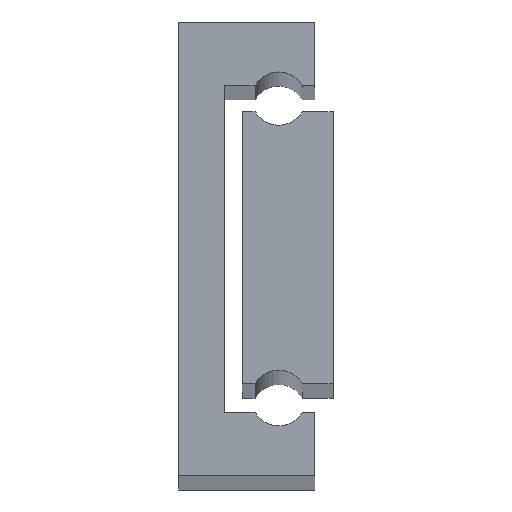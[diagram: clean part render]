
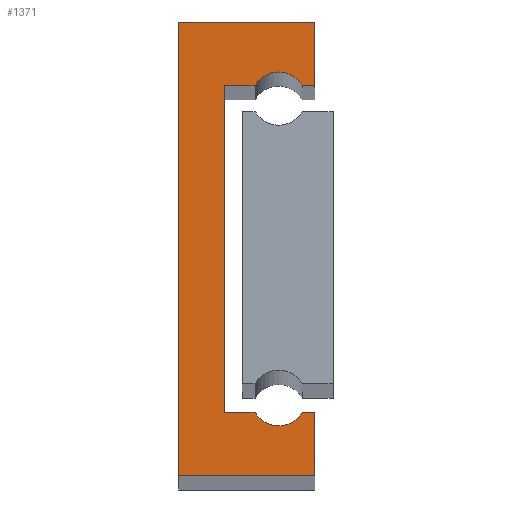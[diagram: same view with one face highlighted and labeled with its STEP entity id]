
A CAD part, top view. The second image highlights one B-rep face of the part: STEP entity #1371.
In plain terms, the highlighted planar face has unit normal (0, 0, 1).
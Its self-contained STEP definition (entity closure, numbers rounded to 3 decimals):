
#67 = CARTESIAN_POINT ( 'NONE',  ( 15., 50., 450. ) ) ;
#95 = VERTEX_POINT ( 'NONE', #591 ) ;
#137 = AXIS2_PLACEMENT_3D ( 'NONE', #582, #1021, #559 ) ;
#144 = EDGE_CURVE ( 'NONE', #1511, #174, #750, .T. ) ;
#166 = DIRECTION ( 'NONE',  ( -1., 0., 0. ) ) ;
#174 = VERTEX_POINT ( 'NONE', #609 ) ;
#179 = VECTOR ( 'NONE', #1273, 1000. ) ;
#203 = CARTESIAN_POINT ( 'NONE',  ( 8.402, 7., 450. ) ) ;
#244 = LINE ( 'NONE', #843, #1723 ) ;
#245 = ORIENTED_EDGE ( 'NONE', *, *, #144, .T. ) ;
#277 = VECTOR ( 'NONE', #381, 1000. ) ;
#305 = ORIENTED_EDGE ( 'NONE', *, *, #1680, .T. ) ;
#322 = EDGE_CURVE ( 'NONE', #95, #1351, #829, .T. ) ;
#334 = VECTOR ( 'NONE', #1881, 1000. ) ;
#354 = LINE ( 'NONE', #685, #1684 ) ;
#371 = CARTESIAN_POINT ( 'NONE',  ( 5., 7., 450. ) ) ;
#381 = DIRECTION ( 'NONE',  ( -1., 0., 0. ) ) ;
#392 = DIRECTION ( 'NONE',  ( 0., -1., 0. ) ) ;
#399 = ORIENTED_EDGE ( 'NONE', *, *, #1099, .T. ) ;
#407 = EDGE_CURVE ( 'NONE', #446, #414, #992, .T. ) ;
#414 = VERTEX_POINT ( 'NONE', #1467 ) ;
#446 = VERTEX_POINT ( 'NONE', #1640 ) ;
#467 = DIRECTION ( 'NONE',  ( 0., 0., -1. ) ) ;
#480 = LINE ( 'NONE', #203, #334 ) ;
#518 = CARTESIAN_POINT ( 'NONE',  ( 11., 41.5, 450. ) ) ;
#559 = DIRECTION ( 'NONE',  ( -1., 0., 0. ) ) ;
#578 = ORIENTED_EDGE ( 'NONE', *, *, #629, .T. ) ;
#582 = CARTESIAN_POINT ( 'NONE',  ( 11., 41.5, 450. ) ) ;
#591 = CARTESIAN_POINT ( 'NONE',  ( 0., 0., 450. ) ) ;
#608 = CARTESIAN_POINT ( 'NONE',  ( 8.402, 7., 450. ) ) ;
#609 = CARTESIAN_POINT ( 'NONE',  ( 0., 50., 450. ) ) ;
#613 = ORIENTED_EDGE ( 'NONE', *, *, #1048, .T. ) ;
#629 = EDGE_CURVE ( 'NONE', #1367, #446, #1047, .T. ) ;
#685 = CARTESIAN_POINT ( 'NONE',  ( 15., 43., 450. ) ) ;
#700 = DIRECTION ( 'NONE',  ( 1., 0., 0. ) ) ;
#701 = CARTESIAN_POINT ( 'NONE',  ( 15., 7., 450. ) ) ;
#750 = LINE ( 'NONE', #777, #1702 ) ;
#759 = EDGE_CURVE ( 'NONE', #414, #1136, #354, .T. ) ;
#777 = CARTESIAN_POINT ( 'NONE',  ( 0., 50., 450. ) ) ;
#784 = CARTESIAN_POINT ( 'NONE',  ( 15., 7., 450. ) ) ;
#826 = CARTESIAN_POINT ( 'NONE',  ( 5., 43., 450. ) ) ;
#828 = DIRECTION ( 'NONE',  ( 0., 1., 0. ) ) ;
#829 = LINE ( 'NONE', #978, #1309 ) ;
#836 = LINE ( 'NONE', #371, #1389 ) ;
#841 = VERTEX_POINT ( 'NONE', #608 ) ;
#843 = CARTESIAN_POINT ( 'NONE',  ( 15., 50., 450. ) ) ;
#863 = EDGE_CURVE ( 'NONE', #841, #1940, #480, .T. ) ;
#884 = EDGE_LOOP ( 'NONE', ( #1279, #1492, #399, #1083, #305, #1431, #613, #578, #923, #1662, #1444, #245 ) ) ;
#899 = DIRECTION ( 'NONE',  ( 1., 0., 0. ) ) ;
#923 = ORIENTED_EDGE ( 'NONE', *, *, #407, .T. ) ;
#961 = LINE ( 'NONE', #1584, #179 ) ;
#978 = CARTESIAN_POINT ( 'NONE',  ( 0., 0., 450. ) ) ;
#986 = DIRECTION ( 'NONE',  ( 0., 0., -1. ) ) ;
#991 = DIRECTION ( 'NONE',  ( 1., 0., 0. ) ) ;
#992 = CIRCLE ( 'NONE', #137, 3. ) ;
#1021 = DIRECTION ( 'NONE',  ( 0., 0., -1. ) ) ;
#1047 = LINE ( 'NONE', #1074, #1953 ) ;
#1048 = EDGE_CURVE ( 'NONE', #1940, #1367, #836, .T. ) ;
#1074 = CARTESIAN_POINT ( 'NONE',  ( 8.402, 43., 450. ) ) ;
#1083 = ORIENTED_EDGE ( 'NONE', *, *, #1469, .T. ) ;
#1099 = EDGE_CURVE ( 'NONE', #1351, #1230, #961, .T. ) ;
#1117 = CARTESIAN_POINT ( 'NONE',  ( 13.598, 7., 450. ) ) ;
#1136 = VERTEX_POINT ( 'NONE', #1203 ) ;
#1147 = FACE_OUTER_BOUND ( 'NONE', #884, .T. ) ;
#1203 = CARTESIAN_POINT ( 'NONE',  ( 15., 43., 450. ) ) ;
#1230 = VERTEX_POINT ( 'NONE', #784 ) ;
#1262 = CARTESIAN_POINT ( 'NONE',  ( 0., 0., 450. ) ) ;
#1273 = DIRECTION ( 'NONE',  ( 0., 1., 0. ) ) ;
#1279 = ORIENTED_EDGE ( 'NONE', *, *, #1474, .T. ) ;
#1309 = VECTOR ( 'NONE', #991, 1000. ) ;
#1351 = VERTEX_POINT ( 'NONE', #1728 ) ;
#1367 = VERTEX_POINT ( 'NONE', #826 ) ;
#1371 = ADVANCED_FACE ( 'NONE', ( #1147 ), #1449, .F. ) ;
#1389 = VECTOR ( 'NONE', #828, 1000. ) ;
#1413 = CARTESIAN_POINT ( 'NONE',  ( 5., 7., 450. ) ) ;
#1431 = ORIENTED_EDGE ( 'NONE', *, *, #863, .T. ) ;
#1444 = ORIENTED_EDGE ( 'NONE', *, *, #1886, .T. ) ;
#1449 = PLANE ( 'NONE',  #1793 ) ;
#1458 = DIRECTION ( 'NONE',  ( 0., 1., 0. ) ) ;
#1467 = CARTESIAN_POINT ( 'NONE',  ( 13.598, 43., 450. ) ) ;
#1469 = EDGE_CURVE ( 'NONE', #1230, #1845, #1939, .T. ) ;
#1474 = EDGE_CURVE ( 'NONE', #174, #95, #1774, .T. ) ;
#1492 = ORIENTED_EDGE ( 'NONE', *, *, #322, .T. ) ;
#1494 = AXIS2_PLACEMENT_3D ( 'NONE', #1547, #467, #1695 ) ;
#1511 = VERTEX_POINT ( 'NONE', #67 ) ;
#1547 = CARTESIAN_POINT ( 'NONE',  ( 11., 8.5, 450. ) ) ;
#1549 = CIRCLE ( 'NONE', #1494, 3. ) ;
#1584 = CARTESIAN_POINT ( 'NONE',  ( 15., 0., 450. ) ) ;
#1612 = DIRECTION ( 'NONE',  ( -1., 0., 0. ) ) ;
#1640 = CARTESIAN_POINT ( 'NONE',  ( 8.402, 43., 450. ) ) ;
#1662 = ORIENTED_EDGE ( 'NONE', *, *, #759, .T. ) ;
#1680 = EDGE_CURVE ( 'NONE', #1845, #841, #1549, .T. ) ;
#1684 = VECTOR ( 'NONE', #700, 1000. ) ;
#1695 = DIRECTION ( 'NONE',  ( 1., 0., 0. ) ) ;
#1702 = VECTOR ( 'NONE', #166, 1000. ) ;
#1723 = VECTOR ( 'NONE', #1458, 1000. ) ;
#1728 = CARTESIAN_POINT ( 'NONE',  ( 15., 0., 450. ) ) ;
#1774 = LINE ( 'NONE', #1262, #1984 ) ;
#1793 = AXIS2_PLACEMENT_3D ( 'NONE', #518, #986, #1612 ) ;
#1845 = VERTEX_POINT ( 'NONE', #1117 ) ;
#1881 = DIRECTION ( 'NONE',  ( -1., 0., 0. ) ) ;
#1886 = EDGE_CURVE ( 'NONE', #1136, #1511, #244, .T. ) ;
#1939 = LINE ( 'NONE', #701, #277 ) ;
#1940 = VERTEX_POINT ( 'NONE', #1413 ) ;
#1953 = VECTOR ( 'NONE', #899, 1000. ) ;
#1984 = VECTOR ( 'NONE', #392, 1000. ) ;
